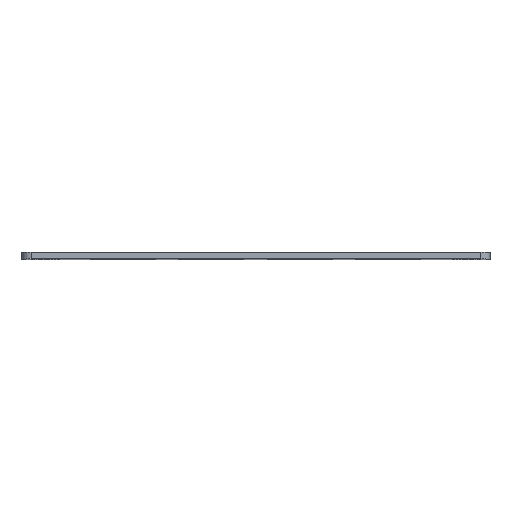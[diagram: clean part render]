
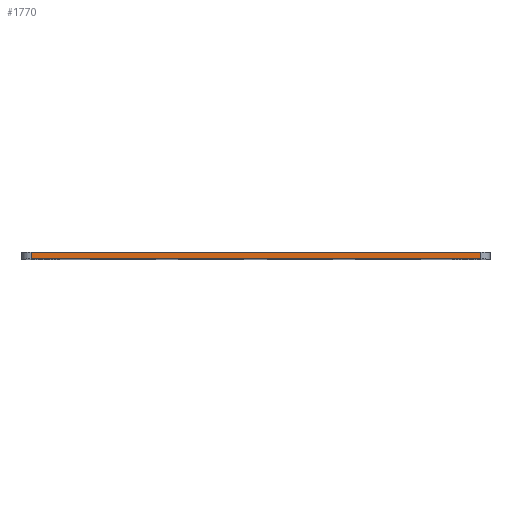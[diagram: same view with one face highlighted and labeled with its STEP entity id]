
A CAD part, top view. The second image highlights one B-rep face of the part: STEP entity #1770.
In plain terms, the highlighted planar face has unit normal (0, 0, 1).
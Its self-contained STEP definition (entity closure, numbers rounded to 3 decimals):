
#57=PLANE('',#1860);
#136=FACE_OUTER_BOUND('',#222,.T.);
#222=EDGE_LOOP('',(#1261,#1262,#1263,#1264));
#350=LINE('',#2410,#586);
#351=LINE('',#2413,#587);
#352=LINE('',#2415,#588);
#353=LINE('',#2416,#589);
#586=VECTOR('',#1968,10.);
#587=VECTOR('',#1971,10.);
#588=VECTOR('',#1972,10.);
#589=VECTOR('',#1973,10.);
#837=VERTEX_POINT('',#2403);
#840=VERTEX_POINT('',#2408);
#841=VERTEX_POINT('',#2412);
#842=VERTEX_POINT('',#2414);
#1008=EDGE_CURVE('',#840,#837,#350,.T.);
#1009=EDGE_CURVE('',#841,#840,#351,.T.);
#1010=EDGE_CURVE('',#842,#841,#352,.T.);
#1011=EDGE_CURVE('',#837,#842,#353,.T.);
#1261=ORIENTED_EDGE('',*,*,#1008,.F.);
#1262=ORIENTED_EDGE('',*,*,#1009,.F.);
#1263=ORIENTED_EDGE('',*,*,#1010,.F.);
#1264=ORIENTED_EDGE('',*,*,#1011,.F.);
#1770=ADVANCED_FACE('',(#136),#57,.T.);
#1860=AXIS2_PLACEMENT_3D('',#2411,#1969,#1970);
#1968=DIRECTION('',(0.,1.,0.));
#1969=DIRECTION('center_axis',(0.,0.,1.));
#1970=DIRECTION('ref_axis',(1.,0.,0.));
#1971=DIRECTION('',(-1.,0.,0.));
#1972=DIRECTION('',(0.,-1.,0.));
#1973=DIRECTION('',(1.,0.,0.));
#2403=CARTESIAN_POINT('',(-34.848,1.5,51.666));
#2408=CARTESIAN_POINT('',(-34.848,0.,51.666));
#2410=CARTESIAN_POINT('',(-34.848,0.,51.666));
#2411=CARTESIAN_POINT('Origin',(-36.848,0.,51.666));
#2412=CARTESIAN_POINT('',(61.924,0.,51.666));
#2413=CARTESIAN_POINT('',(63.924,0.,51.666));
#2414=CARTESIAN_POINT('',(61.924,1.5,51.666));
#2415=CARTESIAN_POINT('',(61.924,0.,51.666));
#2416=CARTESIAN_POINT('',(63.924,1.5,51.666));
